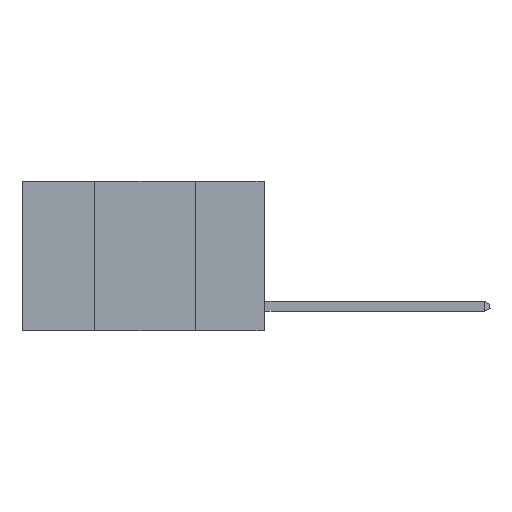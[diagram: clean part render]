
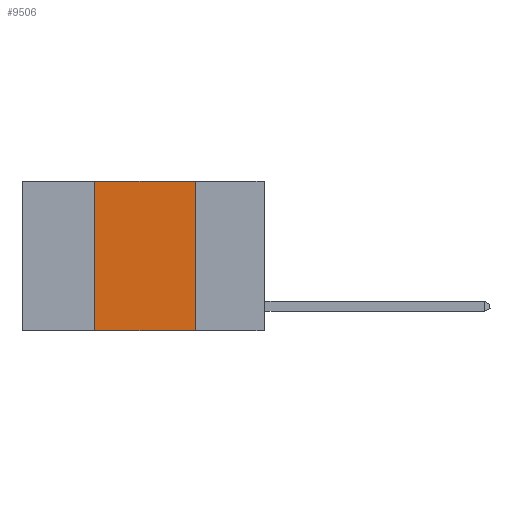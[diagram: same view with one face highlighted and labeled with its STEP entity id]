
A CAD part, left-side view. The second image highlights one B-rep face of the part: STEP entity #9506.
In plain terms, the highlighted planar face has unit normal (-1, 0, 0).
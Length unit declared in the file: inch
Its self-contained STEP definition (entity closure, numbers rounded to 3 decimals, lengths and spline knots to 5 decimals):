
#114 = EDGE_CURVE ( 'NONE', #2809, #8113, #4284, .T. ) ;
#275 = LINE ( 'NONE', #974, #2793 ) ;
#383 = CARTESIAN_POINT ( 'NONE',  ( 0., 0.6, 0. ) ) ;
#567 = DIRECTION ( 'NONE',  ( 0., -1., 0. ) ) ;
#815 = EDGE_CURVE ( 'NONE', #2809, #958, #7629, .T. ) ;
#817 = ORIENTED_EDGE ( 'NONE', *, *, #8085, .F. ) ;
#958 = VERTEX_POINT ( 'NONE', #9665 ) ;
#974 = CARTESIAN_POINT ( 'NONE',  ( 0., 0.17, 0. ) ) ;
#1692 = CARTESIAN_POINT ( 'NONE',  ( 0., 0.42, 0. ) ) ;
#2039 = DIRECTION ( 'NONE',  ( 1., 0., 0. ) ) ;
#2793 = VECTOR ( 'NONE', #8837, 39.37008 ) ;
#2809 = VERTEX_POINT ( 'NONE', #3152 ) ;
#3152 = CARTESIAN_POINT ( 'NONE',  ( 0., 0.42, -0.37 ) ) ;
#3253 = FACE_OUTER_BOUND ( 'NONE', #4297, .T. ) ;
#4284 = LINE ( 'NONE', #6183, #10711 ) ;
#4297 = EDGE_LOOP ( 'NONE', ( #11162, #817, #11843, #9784 ) ) ;
#5284 = DIRECTION ( 'NONE',  ( 0., -1., 0. ) ) ;
#5790 = VECTOR ( 'NONE', #8654, 39.37008 ) ;
#6098 = DIRECTION ( 'NONE',  ( 0., 0., -1. ) ) ;
#6183 = CARTESIAN_POINT ( 'NONE',  ( 0., 0.6, -0.37 ) ) ;
#7629 = LINE ( 'NONE', #1692, #5790 ) ;
#8085 = EDGE_CURVE ( 'NONE', #958, #8290, #10205, .T. ) ;
#8113 = VERTEX_POINT ( 'NONE', #8242 ) ;
#8242 = CARTESIAN_POINT ( 'NONE',  ( 0., 0.17, -0.37 ) ) ;
#8290 = VERTEX_POINT ( 'NONE', #11619 ) ;
#8654 = DIRECTION ( 'NONE',  ( 0., 0., 1. ) ) ;
#8837 = DIRECTION ( 'NONE',  ( 0., 0., -1. ) ) ;
#9506 = ADVANCED_FACE ( 'NONE', ( #3253 ), #10063, .F. ) ;
#9665 = CARTESIAN_POINT ( 'NONE',  ( 0., 0.42, 0. ) ) ;
#9784 = ORIENTED_EDGE ( 'NONE', *, *, #114, .T. ) ;
#9903 = VECTOR ( 'NONE', #567, 39.37008 ) ;
#10063 = PLANE ( 'NONE',  #12154 ) ;
#10205 = LINE ( 'NONE', #383, #9903 ) ;
#10711 = VECTOR ( 'NONE', #5284, 39.37008 ) ;
#11028 = CARTESIAN_POINT ( 'NONE',  ( 0., 0.6, 0. ) ) ;
#11162 = ORIENTED_EDGE ( 'NONE', *, *, #11580, .F. ) ;
#11580 = EDGE_CURVE ( 'NONE', #8290, #8113, #275, .T. ) ;
#11619 = CARTESIAN_POINT ( 'NONE',  ( 0., 0.17, 0. ) ) ;
#11843 = ORIENTED_EDGE ( 'NONE', *, *, #815, .F. ) ;
#12154 = AXIS2_PLACEMENT_3D ( 'NONE', #11028, #2039, #6098 ) ;
